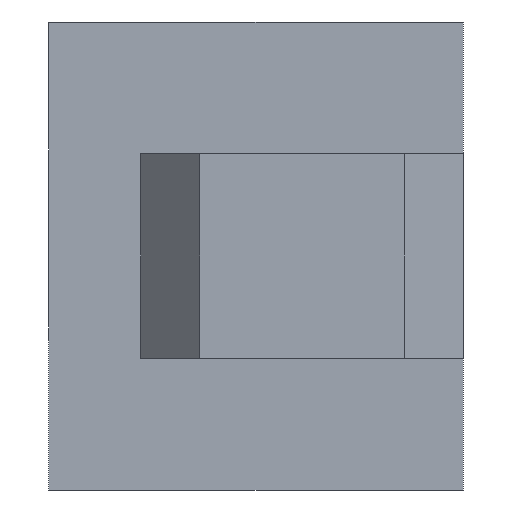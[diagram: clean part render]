
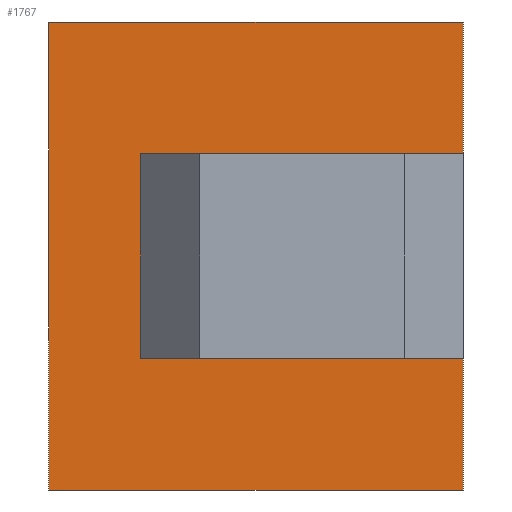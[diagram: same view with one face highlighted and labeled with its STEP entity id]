
A CAD part, front view. The second image highlights one B-rep face of the part: STEP entity #1767.
In plain terms, the highlighted planar face has unit normal (0, -1, 0).
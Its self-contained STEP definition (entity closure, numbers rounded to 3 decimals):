
#18 = EDGE_CURVE ( 'NONE', #925, #1753, #898, .T. ) ;
#57 = DIRECTION ( 'NONE',  ( 1., 0., 0. ) ) ;
#75 = CARTESIAN_POINT ( 'NONE',  ( 6.3, 6.7, -9.15 ) ) ;
#112 = CARTESIAN_POINT ( 'NONE',  ( -9.9, 6.7, 9.15 ) ) ;
#119 = CARTESIAN_POINT ( 'NONE',  ( -9.9, 6.7, -9.15 ) ) ;
#127 = DIRECTION ( 'NONE',  ( 0., 0., 1. ) ) ;
#129 = DIRECTION ( 'NONE',  ( 1., 0., 0. ) ) ;
#206 = VECTOR ( 'NONE', #127, 1000. ) ;
#214 = LINE ( 'NONE', #119, #206 ) ;
#217 = VECTOR ( 'NONE', #129, 1000. ) ;
#224 = LINE ( 'NONE', #112, #217 ) ;
#230 = CARTESIAN_POINT ( 'NONE',  ( -9.9, 6.7, 9.15 ) ) ;
#266 = FACE_OUTER_BOUND ( 'NONE', #1751, .T. ) ;
#268 = FACE_BOUND ( 'NONE', #1662, .T. ) ;
#287 = DIRECTION ( 'NONE',  ( -1., 0., 0. ) ) ;
#355 = VECTOR ( 'NONE', #1435, 1000. ) ;
#360 = LINE ( 'NONE', #1418, #355 ) ;
#394 = CARTESIAN_POINT ( 'NONE',  ( 4.1, 6.7, -4. ) ) ;
#400 = CARTESIAN_POINT ( 'NONE',  ( 4.1, 6.7, -4. ) ) ;
#433 = VECTOR ( 'NONE', #57, 1000. ) ;
#449 = VECTOR ( 'NONE', #1411, 1000. ) ;
#453 = LINE ( 'NONE', #1742, #449 ) ;
#455 = LINE ( 'NONE', #1389, #433 ) ;
#473 = DIRECTION ( 'NONE',  ( 0., 1., 0. ) ) ;
#476 = AXIS2_PLACEMENT_3D ( 'NONE', #776, #473, #833 ) ;
#478 = PLANE ( 'NONE',  #476 ) ;
#493 = LINE ( 'NONE', #394, #1568 ) ;
#615 = CARTESIAN_POINT ( 'NONE',  ( 6.3, 6.7, -9.15 ) ) ;
#746 = CARTESIAN_POINT ( 'NONE',  ( 4.1, 6.7, 4. ) ) ;
#776 = CARTESIAN_POINT ( 'NONE',  ( 0., 6.7, 0. ) ) ;
#833 = DIRECTION ( 'NONE',  ( 0., 0., 1. ) ) ;
#898 = LINE ( 'NONE', #1094, #911 ) ;
#911 = VECTOR ( 'NONE', #287, 1000. ) ;
#925 = VERTEX_POINT ( 'NONE', #400 ) ;
#1040 = ORIENTED_EDGE ( 'NONE', *, *, #1533, .T. ) ;
#1094 = CARTESIAN_POINT ( 'NONE',  ( -4.1, 6.7, -4. ) ) ;
#1112 = ORIENTED_EDGE ( 'NONE', *, *, #1451, .T. ) ;
#1119 = VERTEX_POINT ( 'NONE', #1324 ) ;
#1157 = VERTEX_POINT ( 'NONE', #1921 ) ;
#1197 = ORIENTED_EDGE ( 'NONE', *, *, #1862, .F. ) ;
#1324 = CARTESIAN_POINT ( 'NONE',  ( 6.3, 6.7, 9.15 ) ) ;
#1336 = CARTESIAN_POINT ( 'NONE',  ( -4.1, 6.7, -4. ) ) ;
#1389 = CARTESIAN_POINT ( 'NONE',  ( -4.1, 6.7, 4. ) ) ;
#1411 = DIRECTION ( 'NONE',  ( 1., 0., 0. ) ) ;
#1418 = CARTESIAN_POINT ( 'NONE',  ( -4.1, 6.7, -4. ) ) ;
#1432 = EDGE_CURVE ( 'NONE', #1524, #925, #493, .T. ) ;
#1435 = DIRECTION ( 'NONE',  ( 0., 0., 1. ) ) ;
#1451 = EDGE_CURVE ( 'NONE', #1490, #1119, #1629, .T. ) ;
#1463 = ORIENTED_EDGE ( 'NONE', *, *, #1516, .T. ) ;
#1483 = DIRECTION ( 'NONE',  ( 0., 0., 1. ) ) ;
#1490 = VERTEX_POINT ( 'NONE', #75 ) ;
#1514 = ORIENTED_EDGE ( 'NONE', *, *, #1601, .T. ) ;
#1516 = EDGE_CURVE ( 'NONE', #1979, #1490, #453, .T. ) ;
#1524 = VERTEX_POINT ( 'NONE', #746 ) ;
#1533 = EDGE_CURVE ( 'NONE', #1157, #1524, #455, .T. ) ;
#1568 = VECTOR ( 'NONE', #1940, 1000. ) ;
#1572 = VECTOR ( 'NONE', #1483, 1000. ) ;
#1601 = EDGE_CURVE ( 'NONE', #1753, #1157, #360, .T. ) ;
#1629 = LINE ( 'NONE', #615, #1572 ) ;
#1652 = VERTEX_POINT ( 'NONE', #230 ) ;
#1662 = EDGE_LOOP ( 'NONE', ( #1842, #1514, #1040, #1962 ) ) ;
#1726 = ORIENTED_EDGE ( 'NONE', *, *, #1869, .F. ) ;
#1727 = CARTESIAN_POINT ( 'NONE',  ( -9.9, 6.7, -9.15 ) ) ;
#1742 = CARTESIAN_POINT ( 'NONE',  ( -9.9, 6.7, -9.15 ) ) ;
#1751 = EDGE_LOOP ( 'NONE', ( #1726, #1463, #1112, #1197 ) ) ;
#1753 = VERTEX_POINT ( 'NONE', #1336 ) ;
#1767 = ADVANCED_FACE ( 'NONE', ( #266, #268 ), #478, .F. ) ;
#1842 = ORIENTED_EDGE ( 'NONE', *, *, #18, .T. ) ;
#1862 = EDGE_CURVE ( 'NONE', #1652, #1119, #224, .T. ) ;
#1869 = EDGE_CURVE ( 'NONE', #1979, #1652, #214, .T. ) ;
#1921 = CARTESIAN_POINT ( 'NONE',  ( -4.1, 6.7, 4. ) ) ;
#1940 = DIRECTION ( 'NONE',  ( 0., 0., -1. ) ) ;
#1962 = ORIENTED_EDGE ( 'NONE', *, *, #1432, .T. ) ;
#1979 = VERTEX_POINT ( 'NONE', #1727 ) ;
